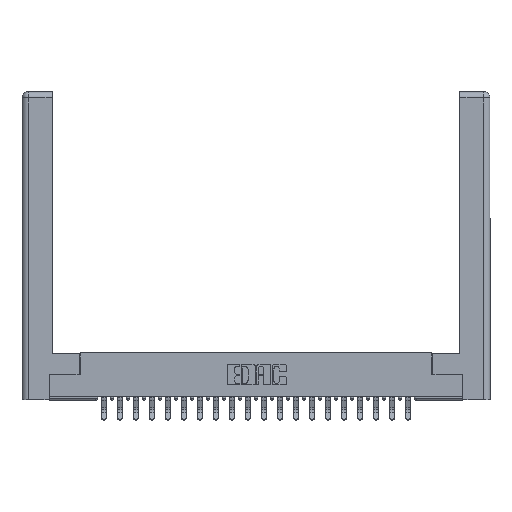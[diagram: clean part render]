
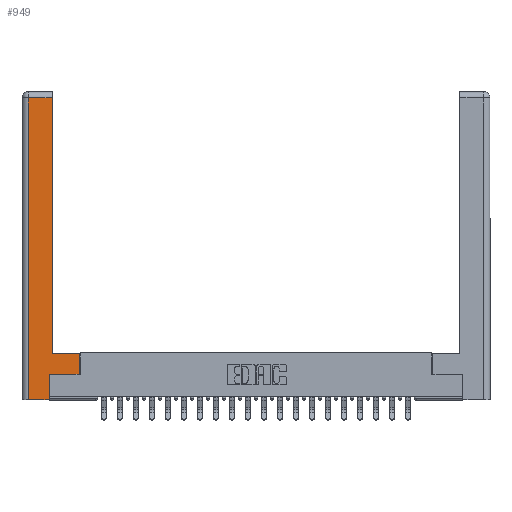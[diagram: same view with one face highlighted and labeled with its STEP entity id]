
A CAD part, top view. The second image highlights one B-rep face of the part: STEP entity #949.
In plain terms, the highlighted planar face has unit normal (0, 0, 1).
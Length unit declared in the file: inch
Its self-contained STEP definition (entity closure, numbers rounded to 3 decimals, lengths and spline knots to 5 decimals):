
#793 = DIRECTION ( 'NONE',  ( 0., -1., 0. ) ) ;
#949 = ADVANCED_FACE ( 'NONE', ( #11247 ), #2324, .F. ) ;
#1441 = ORIENTED_EDGE ( 'NONE', *, *, #5064, .T. ) ;
#1568 = VERTEX_POINT ( 'NONE', #8122 ) ;
#2193 = EDGE_CURVE ( 'NONE', #1568, #4130, #5564, .T. ) ;
#2324 = PLANE ( 'NONE',  #3056 ) ;
#2465 = DIRECTION ( 'NONE',  ( -1., 0., 0. ) ) ;
#2729 = ORIENTED_EDGE ( 'NONE', *, *, #3440, .T. ) ;
#3056 = AXIS2_PLACEMENT_3D ( 'NONE', #25119, #23184, #12652 ) ;
#3440 = EDGE_CURVE ( 'NONE', #15145, #4188, #3492, .T. ) ;
#3492 = LINE ( 'NONE', #8890, #5479 ) ;
#4080 = EDGE_CURVE ( 'NONE', #4130, #20711, #13085, .T. ) ;
#4130 = VERTEX_POINT ( 'NONE', #12209 ) ;
#4188 = VERTEX_POINT ( 'NONE', #6699 ) ;
#4910 = VECTOR ( 'NONE', #26734, 39.37008 ) ;
#5064 = EDGE_CURVE ( 'NONE', #23949, #15145, #14716, .T. ) ;
#5374 = ORIENTED_EDGE ( 'NONE', *, *, #25172, .T. ) ;
#5479 = VECTOR ( 'NONE', #793, 39.37008 ) ;
#5564 = LINE ( 'NONE', #6205, #4910 ) ;
#6205 = CARTESIAN_POINT ( 'NONE',  ( 0.565, 0.245, 0. ) ) ;
#6699 = CARTESIAN_POINT ( 'NONE',  ( 0.0615, 0., 0. ) ) ;
#7397 = VECTOR ( 'NONE', #20410, 39.37008 ) ;
#8122 = CARTESIAN_POINT ( 'NONE',  ( 0.265, 0.245, 0. ) ) ;
#8890 = CARTESIAN_POINT ( 'NONE',  ( 0.0615, 0., 0. ) ) ;
#8981 = CARTESIAN_POINT ( 'NONE',  ( 0.265, 0.245, 0. ) ) ;
#9158 = CARTESIAN_POINT ( 'NONE',  ( 0.565, 0.45, 0. ) ) ;
#10017 = CARTESIAN_POINT ( 'NONE',  ( 0.295, 3., 0. ) ) ;
#10587 = VERTEX_POINT ( 'NONE', #12535 ) ;
#10869 = CARTESIAN_POINT ( 'NONE',  ( 0.295, 0.45, 0. ) ) ;
#11163 = LINE ( 'NONE', #10869, #11803 ) ;
#11247 = FACE_OUTER_BOUND ( 'NONE', #26814, .T. ) ;
#11803 = VECTOR ( 'NONE', #2465, 39.37008 ) ;
#11889 = CARTESIAN_POINT ( 'NONE',  ( 0.0615, 2.94, 0. ) ) ;
#12083 = LINE ( 'NONE', #10017, #24891 ) ;
#12209 = CARTESIAN_POINT ( 'NONE',  ( 0.565, 0.245, 0. ) ) ;
#12535 = CARTESIAN_POINT ( 'NONE',  ( 0.265, 0., 0. ) ) ;
#12652 = DIRECTION ( 'NONE',  ( -1., 0., 0. ) ) ;
#12683 = LINE ( 'NONE', #8981, #26098 ) ;
#12840 = ORIENTED_EDGE ( 'NONE', *, *, #19915, .T. ) ;
#12929 = EDGE_CURVE ( 'NONE', #22735, #23949, #12083, .T. ) ;
#13085 = LINE ( 'NONE', #24307, #7397 ) ;
#13105 = DIRECTION ( 'NONE',  ( 0., 1., 0. ) ) ;
#13226 = CARTESIAN_POINT ( 'NONE',  ( 0.265, 0., 0. ) ) ;
#13720 = EDGE_CURVE ( 'NONE', #4188, #10587, #26851, .T. ) ;
#14716 = LINE ( 'NONE', #25727, #23193 ) ;
#15145 = VERTEX_POINT ( 'NONE', #11889 ) ;
#18065 = DIRECTION ( 'NONE',  ( 1., 0., 0. ) ) ;
#18305 = DIRECTION ( 'NONE',  ( -1., 0., 0. ) ) ;
#19915 = EDGE_CURVE ( 'NONE', #20711, #22735, #11163, .T. ) ;
#20012 = ORIENTED_EDGE ( 'NONE', *, *, #2193, .T. ) ;
#20410 = DIRECTION ( 'NONE',  ( 0., 1., 0. ) ) ;
#20711 = VERTEX_POINT ( 'NONE', #9158 ) ;
#21241 = ORIENTED_EDGE ( 'NONE', *, *, #13720, .T. ) ;
#21847 = ORIENTED_EDGE ( 'NONE', *, *, #12929, .T. ) ;
#22735 = VERTEX_POINT ( 'NONE', #25161 ) ;
#22834 = CARTESIAN_POINT ( 'NONE',  ( 0.295, 2.94, 0. ) ) ;
#23184 = DIRECTION ( 'NONE',  ( 0., 0., -1. ) ) ;
#23193 = VECTOR ( 'NONE', #18305, 39.37008 ) ;
#23949 = VERTEX_POINT ( 'NONE', #22834 ) ;
#24307 = CARTESIAN_POINT ( 'NONE',  ( 0.565, 0.45, 0. ) ) ;
#24891 = VECTOR ( 'NONE', #26913, 39.37008 ) ;
#24896 = VECTOR ( 'NONE', #18065, 39.37008 ) ;
#25119 = CARTESIAN_POINT ( 'NONE',  ( 0., 0., 0. ) ) ;
#25161 = CARTESIAN_POINT ( 'NONE',  ( 0.295, 0.45, 0. ) ) ;
#25172 = EDGE_CURVE ( 'NONE', #10587, #1568, #12683, .T. ) ;
#25727 = CARTESIAN_POINT ( 'NONE',  ( 0.0615, 2.94, 0. ) ) ;
#26098 = VECTOR ( 'NONE', #13105, 39.37008 ) ;
#26378 = ORIENTED_EDGE ( 'NONE', *, *, #4080, .T. ) ;
#26734 = DIRECTION ( 'NONE',  ( 1., 0., 0. ) ) ;
#26814 = EDGE_LOOP ( 'NONE', ( #21847, #1441, #2729, #21241, #5374, #20012, #26378, #12840 ) ) ;
#26851 = LINE ( 'NONE', #13226, #24896 ) ;
#26913 = DIRECTION ( 'NONE',  ( 0., 1., 0. ) ) ;
